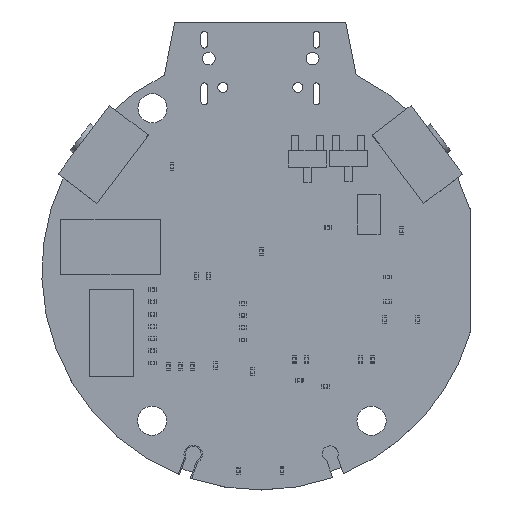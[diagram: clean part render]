
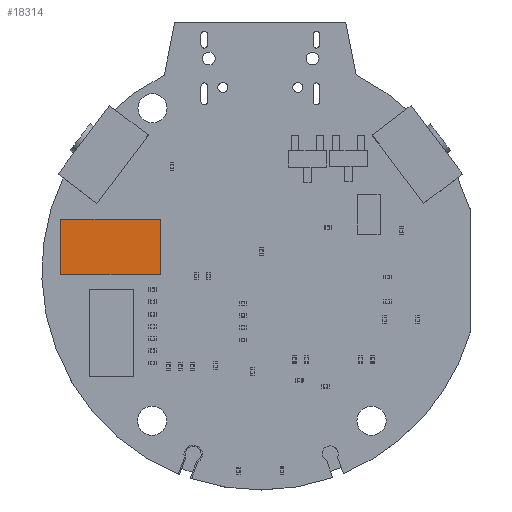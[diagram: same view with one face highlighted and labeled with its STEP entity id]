
A CAD part, top view. The second image highlights one B-rep face of the part: STEP entity #18314.
In plain terms, the highlighted planar face has unit normal (0, 0, 1).
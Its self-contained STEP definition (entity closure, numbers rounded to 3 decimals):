
#18000 = VERTEX_POINT('',#18001);
#18001 = CARTESIAN_POINT('',(3.826,2.14,0.5));
#18008 = PLANE('',#18009);
#18009 = AXIS2_PLACEMENT_3D('',#18010,#18011,#18012);
#18010 = CARTESIAN_POINT('',(3.826,2.14,0.));
#18011 = DIRECTION('',(0.,-1.,0.));
#18012 = DIRECTION('',(-1.,0.,0.));
#18020 = PLANE('',#18021);
#18021 = AXIS2_PLACEMENT_3D('',#18022,#18023,#18024);
#18022 = CARTESIAN_POINT('',(3.82,-2.14,0.));
#18023 = DIRECTION('',(-1.,0.001,0.));
#18024 = DIRECTION('',(0.001,1.,0.));
#18032 = EDGE_CURVE('',#18000,#18033,#18035,.T.);
#18033 = VERTEX_POINT('',#18034);
#18034 = CARTESIAN_POINT('',(-3.826,2.14,0.5));
#18035 = SURFACE_CURVE('',#18036,(#18040,#18047),.PCURVE_S1.);
#18036 = LINE('',#18037,#18038);
#18037 = CARTESIAN_POINT('',(3.826,2.14,0.5));
#18038 = VECTOR('',#18039,1.);
#18039 = DIRECTION('',(-1.,0.,0.));
#18040 = PCURVE('',#18008,#18041);
#18041 = DEFINITIONAL_REPRESENTATION('',(#18042),#18046);
#18042 = LINE('',#18043,#18044);
#18043 = CARTESIAN_POINT('',(0.,-0.5));
#18044 = VECTOR('',#18045,1.);
#18045 = DIRECTION('',(1.,0.));
#18046 = ( GEOMETRIC_REPRESENTATION_CONTEXT(2) 
PARAMETRIC_REPRESENTATION_CONTEXT() REPRESENTATION_CONTEXT('2D SPACE',''
  ) );
#18047 = PCURVE('',#18048,#18053);
#18048 = PLANE('',#18049);
#18049 = AXIS2_PLACEMENT_3D('',#18050,#18051,#18052);
#18050 = CARTESIAN_POINT('',(3.826,2.14,0.5));
#18051 = DIRECTION('',(0.,0.,-1.));
#18052 = DIRECTION('',(-1.,0.,0.));
#18053 = DEFINITIONAL_REPRESENTATION('',(#18054),#18058);
#18054 = LINE('',#18055,#18056);
#18055 = CARTESIAN_POINT('',(0.,0.));
#18056 = VECTOR('',#18057,1.);
#18057 = DIRECTION('',(1.,0.));
#18058 = ( GEOMETRIC_REPRESENTATION_CONTEXT(2) 
PARAMETRIC_REPRESENTATION_CONTEXT() REPRESENTATION_CONTEXT('2D SPACE',''
  ) );
#18076 = PLANE('',#18077);
#18077 = AXIS2_PLACEMENT_3D('',#18078,#18079,#18080);
#18078 = CARTESIAN_POINT('',(-3.826,2.14,0.));
#18079 = DIRECTION('',(1.,0.,0.));
#18080 = DIRECTION('',(0.,-1.,0.));
#18118 = EDGE_CURVE('',#18033,#18119,#18121,.T.);
#18119 = VERTEX_POINT('',#18120);
#18120 = CARTESIAN_POINT('',(-3.826,-2.14,0.5));
#18121 = SURFACE_CURVE('',#18122,(#18126,#18133),.PCURVE_S1.);
#18122 = LINE('',#18123,#18124);
#18123 = CARTESIAN_POINT('',(-3.826,2.14,0.5));
#18124 = VECTOR('',#18125,1.);
#18125 = DIRECTION('',(0.,-1.,0.));
#18126 = PCURVE('',#18076,#18127);
#18127 = DEFINITIONAL_REPRESENTATION('',(#18128),#18132);
#18128 = LINE('',#18129,#18130);
#18129 = CARTESIAN_POINT('',(0.,-0.5));
#18130 = VECTOR('',#18131,1.);
#18131 = DIRECTION('',(1.,0.));
#18132 = ( GEOMETRIC_REPRESENTATION_CONTEXT(2) 
PARAMETRIC_REPRESENTATION_CONTEXT() REPRESENTATION_CONTEXT('2D SPACE',''
  ) );
#18133 = PCURVE('',#18048,#18134);
#18134 = DEFINITIONAL_REPRESENTATION('',(#18135),#18139);
#18135 = LINE('',#18136,#18137);
#18136 = CARTESIAN_POINT('',(7.652,0.));
#18137 = VECTOR('',#18138,1.);
#18138 = DIRECTION('',(0.,-1.));
#18139 = ( GEOMETRIC_REPRESENTATION_CONTEXT(2) 
PARAMETRIC_REPRESENTATION_CONTEXT() REPRESENTATION_CONTEXT('2D SPACE',''
  ) );
#18157 = PLANE('',#18158);
#18158 = AXIS2_PLACEMENT_3D('',#18159,#18160,#18161);
#18159 = CARTESIAN_POINT('',(-3.826,-2.14,0.));
#18160 = DIRECTION('',(0.,1.,0.));
#18161 = DIRECTION('',(1.,0.,0.));
#18194 = EDGE_CURVE('',#18119,#18195,#18197,.T.);
#18195 = VERTEX_POINT('',#18196);
#18196 = CARTESIAN_POINT('',(3.82,-2.14,0.5));
#18197 = SURFACE_CURVE('',#18198,(#18202,#18209),.PCURVE_S1.);
#18198 = LINE('',#18199,#18200);
#18199 = CARTESIAN_POINT('',(-3.826,-2.14,0.5));
#18200 = VECTOR('',#18201,1.);
#18201 = DIRECTION('',(1.,0.,0.));
#18202 = PCURVE('',#18157,#18203);
#18203 = DEFINITIONAL_REPRESENTATION('',(#18204),#18208);
#18204 = LINE('',#18205,#18206);
#18205 = CARTESIAN_POINT('',(0.,-0.5));
#18206 = VECTOR('',#18207,1.);
#18207 = DIRECTION('',(1.,0.));
#18208 = ( GEOMETRIC_REPRESENTATION_CONTEXT(2) 
PARAMETRIC_REPRESENTATION_CONTEXT() REPRESENTATION_CONTEXT('2D SPACE',''
  ) );
#18209 = PCURVE('',#18048,#18210);
#18210 = DEFINITIONAL_REPRESENTATION('',(#18211),#18215);
#18211 = LINE('',#18212,#18213);
#18212 = CARTESIAN_POINT('',(7.652,-4.28));
#18213 = VECTOR('',#18214,1.);
#18214 = DIRECTION('',(-1.,0.));
#18215 = ( GEOMETRIC_REPRESENTATION_CONTEXT(2) 
PARAMETRIC_REPRESENTATION_CONTEXT() REPRESENTATION_CONTEXT('2D SPACE',''
  ) );
#18265 = EDGE_CURVE('',#18195,#18000,#18266,.T.);
#18266 = SURFACE_CURVE('',#18267,(#18271,#18278),.PCURVE_S1.);
#18267 = LINE('',#18268,#18269);
#18268 = CARTESIAN_POINT('',(3.82,-2.14,0.5));
#18269 = VECTOR('',#18270,1.);
#18270 = DIRECTION('',(0.001,1.,0.));
#18271 = PCURVE('',#18020,#18272);
#18272 = DEFINITIONAL_REPRESENTATION('',(#18273),#18277);
#18273 = LINE('',#18274,#18275);
#18274 = CARTESIAN_POINT('',(0.,-0.5));
#18275 = VECTOR('',#18276,1.);
#18276 = DIRECTION('',(1.,0.));
#18277 = ( GEOMETRIC_REPRESENTATION_CONTEXT(2) 
PARAMETRIC_REPRESENTATION_CONTEXT() REPRESENTATION_CONTEXT('2D SPACE',''
  ) );
#18278 = PCURVE('',#18048,#18279);
#18279 = DEFINITIONAL_REPRESENTATION('',(#18280),#18284);
#18280 = LINE('',#18281,#18282);
#18281 = CARTESIAN_POINT('',(0.006,-4.28));
#18282 = VECTOR('',#18283,1.);
#18283 = DIRECTION('',(-0.001,1.));
#18284 = ( GEOMETRIC_REPRESENTATION_CONTEXT(2) 
PARAMETRIC_REPRESENTATION_CONTEXT() REPRESENTATION_CONTEXT('2D SPACE',''
  ) );
#18314 = ADVANCED_FACE('',(#18315),#18048,.F.);
#18315 = FACE_BOUND('',#18316,.T.);
#18316 = EDGE_LOOP('',(#18317,#18318,#18319,#18320));
#18317 = ORIENTED_EDGE('',*,*,#18032,.T.);
#18318 = ORIENTED_EDGE('',*,*,#18118,.T.);
#18319 = ORIENTED_EDGE('',*,*,#18194,.T.);
#18320 = ORIENTED_EDGE('',*,*,#18265,.T.);
